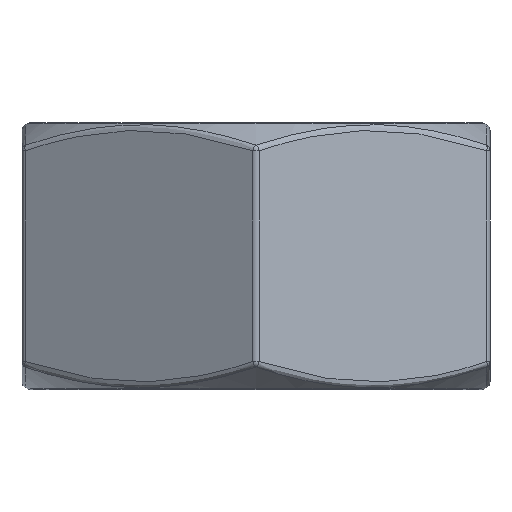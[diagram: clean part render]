
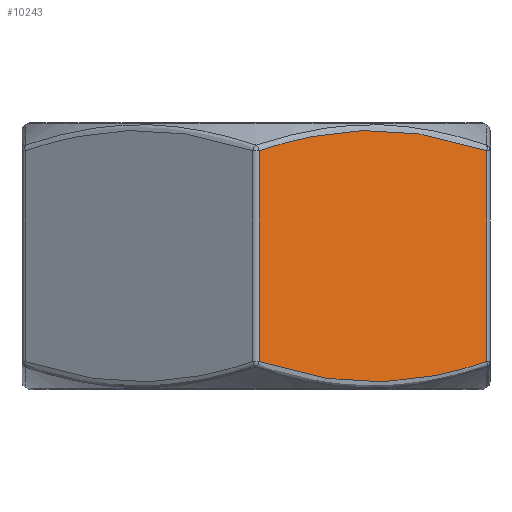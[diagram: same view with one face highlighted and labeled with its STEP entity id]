
A CAD part, front view. The second image highlights one B-rep face of the part: STEP entity #10243.
In plain terms, the highlighted planar face has unit normal (0.5, -0.866, 0).
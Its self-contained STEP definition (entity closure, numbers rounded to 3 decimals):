
#8 = DIRECTION ( 'NONE',  ( 0.5, -0.866, 0. ) ) ;
#17 = ORIENTED_EDGE ( 'NONE', *, *, #6658, .T. ) ;
#479 = CARTESIAN_POINT ( 'NONE',  ( 24.65, -14.636, 25.521 ) ) ;
#558 = CARTESIAN_POINT ( 'NONE',  ( 0.35, -28.665, 2.979 ) ) ;
#583 = CARTESIAN_POINT ( 'NONE',  ( 0.35, -28.665, 25.521 ) ) ;
#804 = B_SPLINE_CURVE_WITH_KNOTS ( 'NONE', 3,
 ( #479, #6535, #2619, #11741, #4732, #6674, #7543, #5665, #3545, #7618, #8624, #12636, #9744, #10800 ),
 .UNSPECIFIED., .F., .F.,
 ( 4, 2, 2, 2, 2, 2, 4 ),
 ( 0., 0.007, 0.011, 0.014, 0.018, 0.021, 0.028 ),
 .UNSPECIFIED. ) ;
#1277 = CARTESIAN_POINT ( 'NONE',  ( 16.6, -19.283, 1.056 ) ) ;
#1918 = VERTEX_POINT ( 'NONE', #11930 ) ;
#2293 = CARTESIAN_POINT ( 'NONE',  ( 2.334, -27.52, 2.317 ) ) ;
#2425 = CARTESIAN_POINT ( 'NONE',  ( 24.65, -14.636, 2.979 ) ) ;
#2619 = CARTESIAN_POINT ( 'NONE',  ( 20.666, -16.936, 26.729 ) ) ;
#2755 = ORIENTED_EDGE ( 'NONE', *, *, #11520, .T. ) ;
#2766 = VERTEX_POINT ( 'NONE', #583 ) ;
#2844 = B_SPLINE_CURVE_WITH_KNOTS ( 'NONE', 3,
 ( #10946, #2293, #10408, #4466, #12512, #11330, #4277, #3422, #11266, #1277, #4216, #10346, #6470, #2425 ),
 .UNSPECIFIED., .F., .F.,
 ( 4, 2, 2, 2, 2, 2, 4 ),
 ( 0., 0.007, 0.014, 0.016, 0.018, 0.021, 0.028 ),
 .UNSPECIFIED. ) ;
#3028 = ORIENTED_EDGE ( 'NONE', *, *, #11252, .T. ) ;
#3422 = CARTESIAN_POINT ( 'NONE',  ( 14.545, -20.47, 0.87 ) ) ;
#3434 = LINE ( 'NONE', #8375, #9288 ) ;
#3503 = DIRECTION ( 'NONE',  ( 0., 0., 1. ) ) ;
#3545 = CARTESIAN_POINT ( 'NONE',  ( 10.412, -22.856, 27.639 ) ) ;
#4134 = CARTESIAN_POINT ( 'NONE',  ( 24.65, -14.636, 25.521 ) ) ;
#4216 = CARTESIAN_POINT ( 'NONE',  ( 17.62, -18.695, 1.203 ) ) ;
#4277 = CARTESIAN_POINT ( 'NONE',  ( 13.512, -21.066, 0.82 ) ) ;
#4319 = CARTESIAN_POINT ( 'NONE',  ( 0., -28.868, 0. ) ) ;
#4466 = CARTESIAN_POINT ( 'NONE',  ( 8.37, -24.035, 1.017 ) ) ;
#4732 = CARTESIAN_POINT ( 'NONE',  ( 16.593, -19.287, 27.445 ) ) ;
#5665 = CARTESIAN_POINT ( 'NONE',  ( 11.445, -22.26, 27.691 ) ) ;
#5816 = VECTOR ( 'NONE', #6680, 1000. ) ;
#6470 = CARTESIAN_POINT ( 'NONE',  ( 22.664, -15.783, 2.317 ) ) ;
#6535 = CARTESIAN_POINT ( 'NONE',  ( 22.668, -15.78, 26.182 ) ) ;
#6658 = EDGE_CURVE ( 'NONE', #8064, #2766, #804, .T. ) ;
#6674 = CARTESIAN_POINT ( 'NONE',  ( 14.537, -20.474, 27.642 ) ) ;
#6680 = DIRECTION ( 'NONE',  ( 0., 0., -1. ) ) ;
#7543 = CARTESIAN_POINT ( 'NONE',  ( 13.508, -21.069, 27.692 ) ) ;
#7618 = CARTESIAN_POINT ( 'NONE',  ( 8.368, -24.036, 27.44 ) ) ;
#8036 = EDGE_CURVE ( 'NONE', #2766, #9884, #12713, .T. ) ;
#8064 = VERTEX_POINT ( 'NONE', #4134 ) ;
#8375 = CARTESIAN_POINT ( 'NONE',  ( 24.65, -14.636, 0. ) ) ;
#8409 = PLANE ( 'NONE',  #8642 ) ;
#8576 = ORIENTED_EDGE ( 'NONE', *, *, #8036, .T. ) ;
#8598 = EDGE_LOOP ( 'NONE', ( #8576, #2755, #3028, #17 ) ) ;
#8624 = CARTESIAN_POINT ( 'NONE',  ( 7.352, -24.623, 27.293 ) ) ;
#8642 = AXIS2_PLACEMENT_3D ( 'NONE', #4319, #8, #12432 ) ;
#9288 = VECTOR ( 'NONE', #3503, 1000. ) ;
#9744 = CARTESIAN_POINT ( 'NONE',  ( 2.329, -27.523, 26.181 ) ) ;
#9884 = VERTEX_POINT ( 'NONE', #558 ) ;
#10243 = ADVANCED_FACE ( 'NONE', ( #12369 ), #8409, .T. ) ;
#10346 = CARTESIAN_POINT ( 'NONE',  ( 20.661, -16.939, 1.77 ) ) ;
#10408 = CARTESIAN_POINT ( 'NONE',  ( 4.332, -26.366, 1.772 ) ) ;
#10800 = CARTESIAN_POINT ( 'NONE',  ( 0.35, -28.665, 25.521 ) ) ;
#10946 = CARTESIAN_POINT ( 'NONE',  ( 0.35, -28.665, 2.979 ) ) ;
#11252 = EDGE_CURVE ( 'NONE', #1918, #8064, #3434, .T. ) ;
#11266 = CARTESIAN_POINT ( 'NONE',  ( 15.06, -20.172, 0.908 ) ) ;
#11330 = CARTESIAN_POINT ( 'NONE',  ( 12.993, -21.366, 0.808 ) ) ;
#11520 = EDGE_CURVE ( 'NONE', #9884, #1918, #2844, .T. ) ;
#11741 = CARTESIAN_POINT ( 'NONE',  ( 17.619, -18.695, 27.297 ) ) ;
#11748 = CARTESIAN_POINT ( 'NONE',  ( 0.35, -28.665, 0. ) ) ;
#11930 = CARTESIAN_POINT ( 'NONE',  ( 24.65, -14.636, 2.979 ) ) ;
#12369 = FACE_OUTER_BOUND ( 'NONE', #8598, .T. ) ;
#12432 = DIRECTION ( 'NONE',  ( 0.866, 0.5, 0. ) ) ;
#12512 = CARTESIAN_POINT ( 'NONE',  ( 10.411, -22.857, 0.81 ) ) ;
#12636 = CARTESIAN_POINT ( 'NONE',  ( 4.324, -26.371, 26.726 ) ) ;
#12713 = LINE ( 'NONE', #11748, #5816 ) ;
